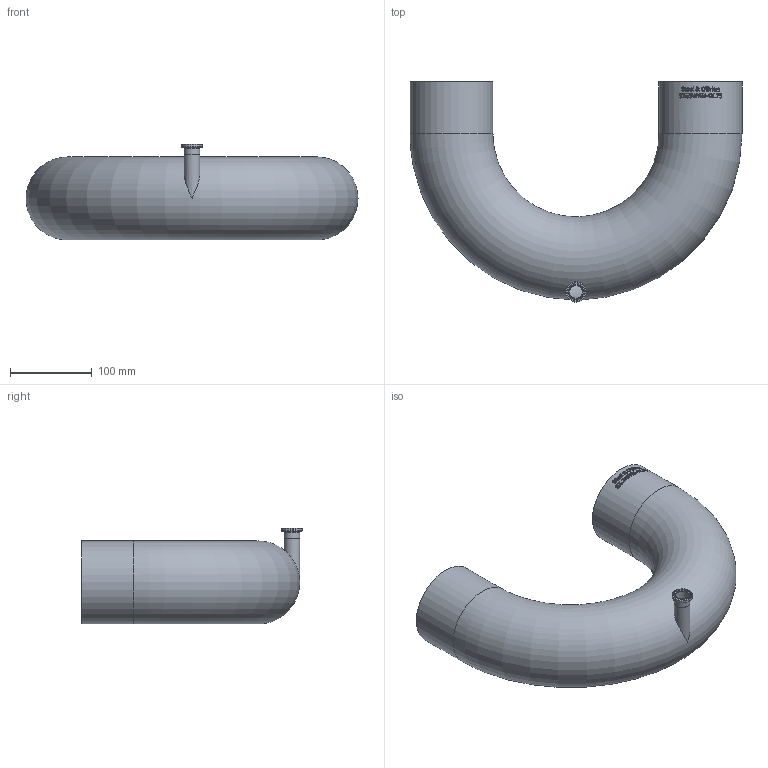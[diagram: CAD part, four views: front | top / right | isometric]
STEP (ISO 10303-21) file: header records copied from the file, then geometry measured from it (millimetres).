
FILE_DESCRIPTION(/* description */ (''),/* implementation_level */ '2;1');
FILE_NAME(/* name */ 'S2USWWK-4X.75.stp',/* time_stamp */ '2018-11-26T14:52:58-05:00',/* author */ ('rick'),/* organization */ (''),/* preprocessor_version */ 'ST-DEVELOPER v15.2',/* originating_system */ 'Autodesk Inventor 2014',/* authorisation */ '');
FILE_SCHEMA (('AUTOMOTIVE_DESIGN { 1 0 10303 214 3 1 1 }'));
Length unit declared in the file: inch
Products named in the file (1): S2USWWK-4X.75
Bounding box: 406.4 x 269.67 x 117.47 mm (x, y, z)
Volume: 402405.9 mm3; surface area: 384321.9 mm2
Topology: 1 solids, 1 shells, 432 faces, 1163 edges, 773 vertices
Faces by surface type: plane 193, bspline 183, cylinder 46, torus 8, cone 2
Full cylindrical faces by diameter (mm): 15.748 x2, 19.05 x2, 21.895 x1, 24.994 x1, 97.384 x2, 101.6 x2
Entity records: 16721 total; most frequent: CARTESIAN_POINT 6916, ORIENTED_EDGE 2272, DIRECTION 1537, EDGE_CURVE 1136, VERTEX_POINT 766, AXIS2_PLACEMENT_3D 519, LINE 499, VECTOR 499
